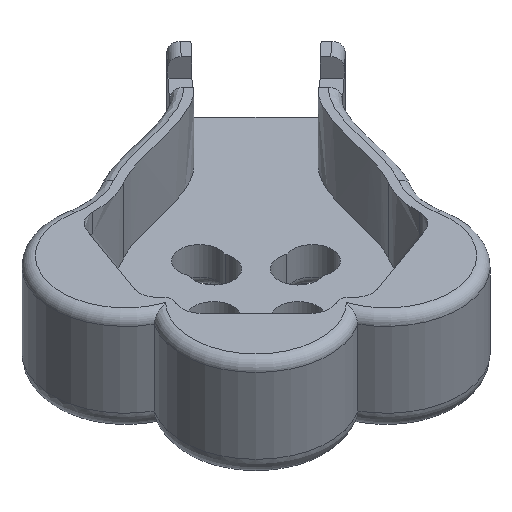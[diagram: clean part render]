
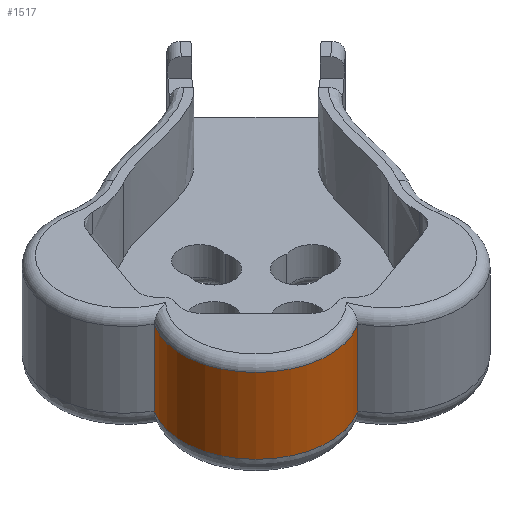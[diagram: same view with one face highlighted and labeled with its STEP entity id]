
A CAD part, isometric view. The second image highlights one B-rep face of the part: STEP entity #1517.
In plain terms, the highlighted cylindrical face has radius 7.8 mm (diameter 15.6 mm), a partial arc.
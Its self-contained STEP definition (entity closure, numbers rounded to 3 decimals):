
#130=CIRCLE('',#1660,7.8);
#131=CIRCLE('',#1662,7.8);
#154=CYLINDRICAL_SURFACE('',#1661,7.8);
#317=FACE_OUTER_BOUND('',#407,.T.);
#407=EDGE_LOOP('',(#1403,#1404,#1405,#1406));
#454=LINE('',#2456,#544);
#496=LINE('',#3233,#586);
#544=VECTOR('',#1760,10.);
#586=VECTOR('',#1924,10.);
#641=VERTEX_POINT('',#2336);
#649=VERTEX_POINT('',#2455);
#714=VERTEX_POINT('',#3114);
#721=VERTEX_POINT('',#3231);
#812=EDGE_CURVE('',#649,#641,#454,.T.);
#923=EDGE_CURVE('',#721,#714,#496,.T.);
#971=EDGE_CURVE('',#714,#641,#130,.T.);
#972=EDGE_CURVE('',#649,#721,#131,.T.);
#1403=ORIENTED_EDGE('',*,*,#971,.F.);
#1404=ORIENTED_EDGE('',*,*,#923,.F.);
#1405=ORIENTED_EDGE('',*,*,#972,.F.);
#1406=ORIENTED_EDGE('',*,*,#812,.T.);
#1517=ADVANCED_FACE('',(#317),#154,.T.);
#1660=AXIS2_PLACEMENT_3D('',#3586,#2008,#2009);
#1661=AXIS2_PLACEMENT_3D('',#3587,#2010,#2011);
#1662=AXIS2_PLACEMENT_3D('',#3588,#2012,#2013);
#1760=DIRECTION('',(0.,0.,1.));
#1924=DIRECTION('',(0.,0.,1.));
#2008=DIRECTION('center_axis',(0.,0.,1.));
#2009=DIRECTION('ref_axis',(-0.707,-0.707,0.));
#2010=DIRECTION('center_axis',(0.,0.,-1.));
#2011=DIRECTION('ref_axis',(-0.829,0.559,0.));
#2012=DIRECTION('center_axis',(0.,0.,-1.));
#2013=DIRECTION('ref_axis',(-0.707,-0.707,0.));
#2336=CARTESIAN_POINT('',(-68.42,-79.247,6.));
#2455=CARTESIAN_POINT('',(-68.42,-79.247,-2.));
#2456=CARTESIAN_POINT('',(-68.42,-79.247,4.));
#3114=CARTESIAN_POINT('',(-79.247,-68.42,6.));
#3231=CARTESIAN_POINT('',(-79.247,-68.42,-2.));
#3233=CARTESIAN_POINT('',(-79.247,-68.42,4.));
#3586=CARTESIAN_POINT('Origin',(-72.778,-72.778,6.));
#3587=CARTESIAN_POINT('Origin',(-72.778,-72.778,4.));
#3588=CARTESIAN_POINT('Origin',(-72.778,-72.778,-2.));
